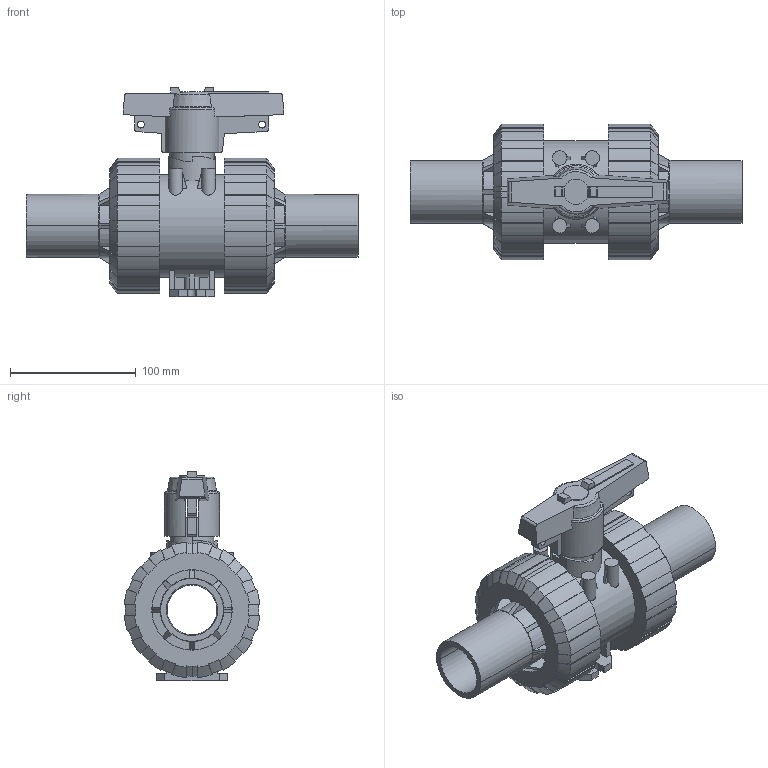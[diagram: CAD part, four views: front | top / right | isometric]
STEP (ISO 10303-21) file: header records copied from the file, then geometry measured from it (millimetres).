
FILE_DESCRIPTION(('STEP AP214'),'1');
FILE_NAME('cctmp_BDF584C4-B883-4DFC-B68B-1DD3CDEEE565_2021_10_20_13_12_14_0804..stp','2021-10-20T11:12:15',('Praher Valves GmbH'),('CADClick - www.CADClick.com'),'Spatial InterOp 3D',' ','unknown authorization');
FILE_SCHEMA(('AUTOMOTIVE_DESIGN'));
Length unit declared in the file: millimetre
Products named in the file (7): cc_unnamed; 210461_5; 210461_4; 210461_3; 210461_2; 210461_1; 210461
Assembly tree (6 placements, depth 2):
  cc_unnamed
    210461_5
    210461_4
    210461_3
    210461_2
    210461_1
    210461
Bounding box: 264 x 107.62 x 166.87 mm (x, y, z)
Volume: 1008437.1 mm3; surface area: 216696.3 mm2
Topology: 6 solids, 6 shells, 516 faces, 1480 edges, 982 vertices
Faces by surface type: plane 250, cylinder 122, cone 80, bspline 56, torus 8
Entity records: 23453 total; most frequent: CARTESIAN_POINT 6216, ORIENTED_EDGE 2960, DIRECTION 2458, EDGE_CURVE 1480, VERTEX_POINT 982, AXIS2_PLACEMENT_3D 865, LINE 728, VECTOR 728
